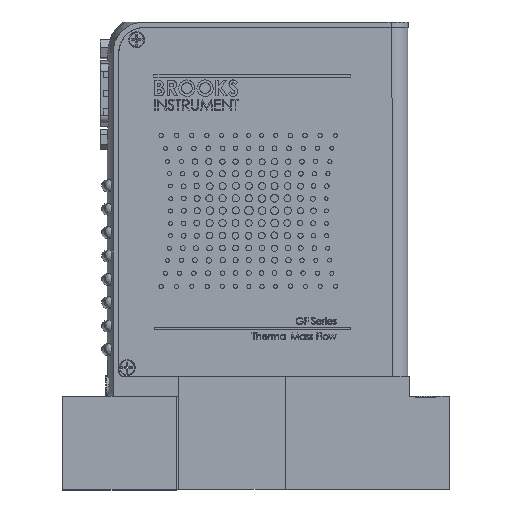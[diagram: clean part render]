
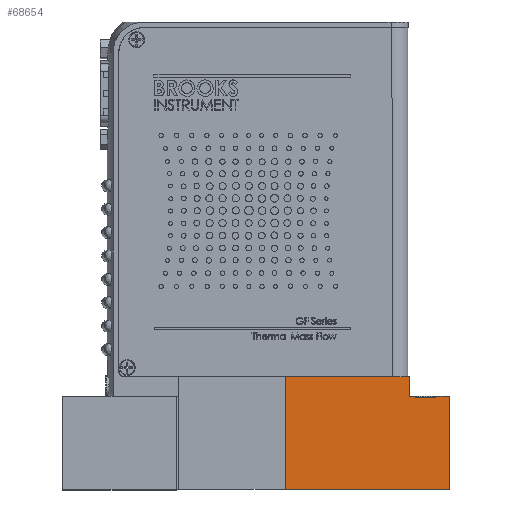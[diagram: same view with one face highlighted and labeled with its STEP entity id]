
A CAD part, top view. The second image highlights one B-rep face of the part: STEP entity #68654.
In plain terms, the highlighted planar face has unit normal (0, 0, 1).
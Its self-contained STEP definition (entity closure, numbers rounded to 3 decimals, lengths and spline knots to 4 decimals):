
#555 = CARTESIAN_POINT ( 'NONE',  ( 1.4349, 0.8811, 0.7402 ) ) ;
#2102 = LINE ( 'NONE', #555, #34939 ) ;
#2914 = ORIENTED_EDGE ( 'NONE', *, *, #42741, .F. ) ;
#3239 = EDGE_CURVE ( 'NONE', #8566, #22116, #70134, .T. ) ;
#4898 = CARTESIAN_POINT ( 'NONE',  ( 1.0713, 0.8711, 0.7402 ) ) ;
#6041 = VERTEX_POINT ( 'NONE', #43948 ) ;
#7057 = DIRECTION ( 'NONE',  ( 1., 0., 0. ) ) ;
#7336 = ORIENTED_EDGE ( 'NONE', *, *, #57513, .F. ) ;
#8566 = VERTEX_POINT ( 'NONE', #16992 ) ;
#9502 = CARTESIAN_POINT ( 'NONE',  ( 1.0049, 0.8811, 0.7402 ) ) ;
#9820 = VECTOR ( 'NONE', #49928, 39.3701 ) ;
#10307 = EDGE_CURVE ( 'NONE', #52761, #76944, #27156, .T. ) ;
#10386 = ORIENTED_EDGE ( 'NONE', *, *, #47045, .T. ) ;
#11108 = DIRECTION ( 'NONE',  ( 1., 0., 0. ) ) ;
#11339 = VECTOR ( 'NONE', #64238, 39.3701 ) ;
#13370 = CARTESIAN_POINT ( 'NONE',  ( 1.2906, 0.8811, 0.7402 ) ) ;
#13415 = CARTESIAN_POINT ( 'NONE',  ( -0.3191, 1.0881, 0.7402 ) ) ;
#16681 = CARTESIAN_POINT ( 'NONE',  ( 1.2906, 0.8711, 0.7402 ) ) ;
#16992 = CARTESIAN_POINT ( 'NONE',  ( 1.0049, 0.8811, 0.7402 ) ) ;
#20085 = PLANE ( 'NONE',  #60769 ) ;
#22116 = VERTEX_POINT ( 'NONE', #71516 ) ;
#22845 = DIRECTION ( 'NONE',  ( 0., -1., 0. ) ) ;
#23176 = VECTOR ( 'NONE', #22845, 39.3701 ) ;
#23668 = VECTOR ( 'NONE', #47837, 39.3701 ) ;
#24471 = ORIENTED_EDGE ( 'NONE', *, *, #38838, .F. ) ;
#25672 = EDGE_CURVE ( 'NONE', #60611, #28914, #44115, .T. ) ;
#26321 = DIRECTION ( 'NONE',  ( 0., 0., -1. ) ) ;
#26691 = CARTESIAN_POINT ( 'NONE',  ( 1.4349, 0.8811, 0.7402 ) ) ;
#27156 = LINE ( 'NONE', #58727, #74449 ) ;
#28914 = VERTEX_POINT ( 'NONE', #72636 ) ;
#29053 = ORIENTED_EDGE ( 'NONE', *, *, #3239, .T. ) ;
#29550 = VERTEX_POINT ( 'NONE', #64639 ) ;
#31433 = EDGE_LOOP ( 'NONE', ( #2914, #68533, #58405, #29053, #71179, #44333, #75247, #24471, #7336, #10386 ) ) ;
#33268 = CARTESIAN_POINT ( 'NONE',  ( -0.3191, -0.1189, 0.7402 ) ) ;
#33866 = VERTEX_POINT ( 'NONE', #26691 ) ;
#34939 = VECTOR ( 'NONE', #7057, 39.3701 ) ;
#38838 = EDGE_CURVE ( 'NONE', #33866, #29550, #75964, .T. ) ;
#41512 = CARTESIAN_POINT ( 'NONE',  ( 1.4349, 1.0881, 0.7402 ) ) ;
#42634 = LINE ( 'NONE', #43763, #9820 ) ;
#42741 = EDGE_CURVE ( 'NONE', #60611, #6041, #58383, .T. ) ;
#43763 = CARTESIAN_POINT ( 'NONE',  ( -0.3191, -0.1189, 0.7402 ) ) ;
#43938 = VERTEX_POINT ( 'NONE', #13370 ) ;
#43948 = CARTESIAN_POINT ( 'NONE',  ( 1.2906, 0.8711, 0.7402 ) ) ;
#44115 = LINE ( 'NONE', #64478, #46001 ) ;
#44333 = ORIENTED_EDGE ( 'NONE', *, *, #10307, .T. ) ;
#45001 = VECTOR ( 'NONE', #60153, 39.3701 ) ;
#45559 = CARTESIAN_POINT ( 'NONE',  ( 1.4349, 0.8811, 0.7402 ) ) ;
#46001 = VECTOR ( 'NONE', #70664, 39.3701 ) ;
#47045 = EDGE_CURVE ( 'NONE', #43938, #6041, #72399, .T. ) ;
#47837 = DIRECTION ( 'NONE',  ( 1., 0., 0. ) ) ;
#49928 = DIRECTION ( 'NONE',  ( 1., 0., 0. ) ) ;
#50740 = EDGE_CURVE ( 'NONE', #8566, #28914, #2102, .T. ) ;
#51225 = VECTOR ( 'NONE', #11108, 39.3701 ) ;
#51463 = FACE_OUTER_BOUND ( 'NONE', #31433, .T. ) ;
#52761 = VERTEX_POINT ( 'NONE', #13415 ) ;
#56988 = CARTESIAN_POINT ( 'NONE',  ( -0.3191, 1.0881, 0.7402 ) ) ;
#57513 = EDGE_CURVE ( 'NONE', #43938, #33866, #77004, .T. ) ;
#58383 = LINE ( 'NONE', #78680, #23668 ) ;
#58405 = ORIENTED_EDGE ( 'NONE', *, *, #50740, .F. ) ;
#58727 = CARTESIAN_POINT ( 'NONE',  ( -0.3191, 1.0881, 0.7402 ) ) ;
#60153 = DIRECTION ( 'NONE',  ( 0., -1., 0. ) ) ;
#60611 = VERTEX_POINT ( 'NONE', #4898 ) ;
#60769 = AXIS2_PLACEMENT_3D ( 'NONE', #56988, #26321, #69434 ) ;
#64238 = DIRECTION ( 'NONE',  ( 1., 0., 0. ) ) ;
#64478 = CARTESIAN_POINT ( 'NONE',  ( 1.0713, 0.8711, 0.7402 ) ) ;
#64639 = CARTESIAN_POINT ( 'NONE',  ( 1.4349, -0.1189, 0.7402 ) ) ;
#64946 = DIRECTION ( 'NONE',  ( 0., -1., 0. ) ) ;
#65467 = EDGE_CURVE ( 'NONE', #52761, #22116, #73501, .T. ) ;
#66174 = CARTESIAN_POINT ( 'NONE',  ( -0.3191, 1.0881, 0.7402 ) ) ;
#68212 = VECTOR ( 'NONE', #79772, 39.3701 ) ;
#68533 = ORIENTED_EDGE ( 'NONE', *, *, #25672, .T. ) ;
#68654 = ADVANCED_FACE ( 'NONE', ( #51463 ), #20085, .F. ) ;
#69434 = DIRECTION ( 'NONE',  ( -1., 0., 0. ) ) ;
#69800 = EDGE_CURVE ( 'NONE', #76944, #29550, #42634, .T. ) ;
#70134 = LINE ( 'NONE', #9502, #68212 ) ;
#70664 = DIRECTION ( 'NONE',  ( 0., 1., 0. ) ) ;
#71179 = ORIENTED_EDGE ( 'NONE', *, *, #65467, .F. ) ;
#71516 = CARTESIAN_POINT ( 'NONE',  ( 1.0049, 1.0881, 0.7402 ) ) ;
#72399 = LINE ( 'NONE', #16681, #23176 ) ;
#72636 = CARTESIAN_POINT ( 'NONE',  ( 1.0713, 0.8811, 0.7402 ) ) ;
#73501 = LINE ( 'NONE', #66174, #51225 ) ;
#74449 = VECTOR ( 'NONE', #64946, 39.3701 ) ;
#75247 = ORIENTED_EDGE ( 'NONE', *, *, #69800, .T. ) ;
#75964 = LINE ( 'NONE', #41512, #45001 ) ;
#76944 = VERTEX_POINT ( 'NONE', #33268 ) ;
#77004 = LINE ( 'NONE', #45559, #11339 ) ;
#78680 = CARTESIAN_POINT ( 'NONE',  ( -0.3191, 0.8711, 0.7402 ) ) ;
#79772 = DIRECTION ( 'NONE',  ( 0., 1., 0. ) ) ;
